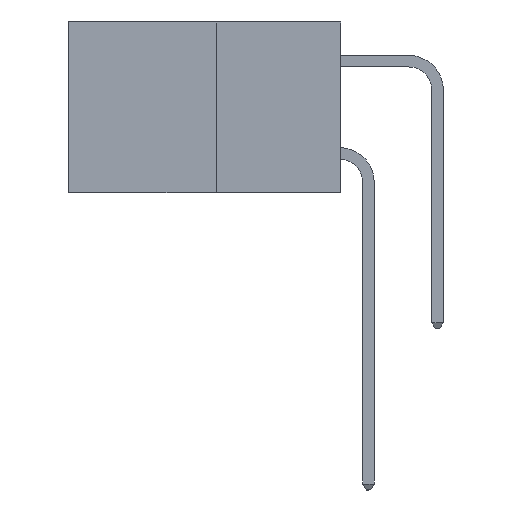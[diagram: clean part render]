
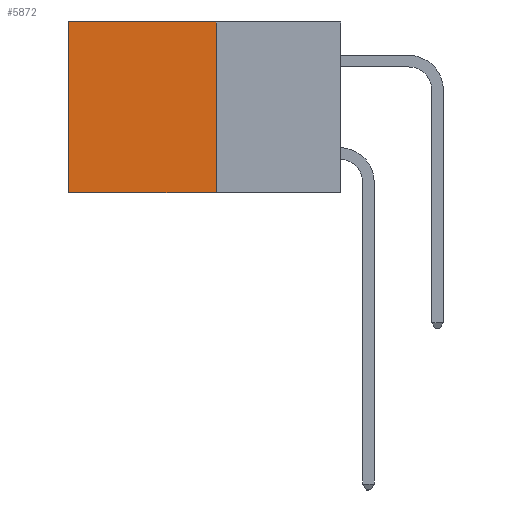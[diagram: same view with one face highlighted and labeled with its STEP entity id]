
A CAD part, left-side view. The second image highlights one B-rep face of the part: STEP entity #5872.
In plain terms, the highlighted planar face has unit normal (-1, 0, 0).
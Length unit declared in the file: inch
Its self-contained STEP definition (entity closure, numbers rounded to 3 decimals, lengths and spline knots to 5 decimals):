
#168 = VECTOR ( 'NONE', #3456, 39.37008 ) ;
#459 = VERTEX_POINT ( 'NONE', #9679 ) ;
#485 = DIRECTION ( 'NONE',  ( 0., 0., -1. ) ) ;
#664 = DIRECTION ( 'NONE',  ( 1., 0., 0. ) ) ;
#1788 = FACE_OUTER_BOUND ( 'NONE', #4291, .T. ) ;
#2232 = DIRECTION ( 'NONE',  ( 0., 1., 0. ) ) ;
#2255 = CARTESIAN_POINT ( 'NONE',  ( 0.277, 0.59, -0.37 ) ) ;
#2354 = VERTEX_POINT ( 'NONE', #9341 ) ;
#2435 = EDGE_CURVE ( 'NONE', #3418, #459, #5948, .T. ) ;
#2958 = LINE ( 'NONE', #7880, #5235 ) ;
#3173 = ORIENTED_EDGE ( 'NONE', *, *, #4368, .F. ) ;
#3268 = EDGE_CURVE ( 'NONE', #2354, #8877, #3391, .T. ) ;
#3391 = LINE ( 'NONE', #9038, #7916 ) ;
#3418 = VERTEX_POINT ( 'NONE', #8588 ) ;
#3456 = DIRECTION ( 'NONE',  ( 0., 1., 0. ) ) ;
#4002 = VECTOR ( 'NONE', #10409, 39.37008 ) ;
#4129 = ORIENTED_EDGE ( 'NONE', *, *, #2435, .T. ) ;
#4291 = EDGE_LOOP ( 'NONE', ( #5795, #9873, #3173, #4129 ) ) ;
#4368 = EDGE_CURVE ( 'NONE', #3418, #2354, #2958, .T. ) ;
#4822 = PLANE ( 'NONE',  #5685 ) ;
#5235 = VECTOR ( 'NONE', #485, 39.37008 ) ;
#5395 = CARTESIAN_POINT ( 'NONE',  ( 0.277, 0.59, -0.37 ) ) ;
#5679 = CARTESIAN_POINT ( 'NONE',  ( 0.277, 0.27, -0.37 ) ) ;
#5685 = AXIS2_PLACEMENT_3D ( 'NONE', #5679, #664, #6527 ) ;
#5795 = ORIENTED_EDGE ( 'NONE', *, *, #10552, .T. ) ;
#5872 = ADVANCED_FACE ( 'NONE', ( #1788 ), #4822, .F. ) ;
#5948 = LINE ( 'NONE', #7462, #168 ) ;
#6527 = DIRECTION ( 'NONE',  ( 0., 0., -1. ) ) ;
#7462 = CARTESIAN_POINT ( 'NONE',  ( 0.277, 0.27, 0. ) ) ;
#7880 = CARTESIAN_POINT ( 'NONE',  ( 0.277, 0.27, -0.37 ) ) ;
#7916 = VECTOR ( 'NONE', #2232, 39.37008 ) ;
#8512 = LINE ( 'NONE', #5395, #4002 ) ;
#8588 = CARTESIAN_POINT ( 'NONE',  ( 0.277, 0.27, 0. ) ) ;
#8877 = VERTEX_POINT ( 'NONE', #2255 ) ;
#9038 = CARTESIAN_POINT ( 'NONE',  ( 0.277, 0.27, -0.37 ) ) ;
#9341 = CARTESIAN_POINT ( 'NONE',  ( 0.277, 0.27, -0.37 ) ) ;
#9679 = CARTESIAN_POINT ( 'NONE',  ( 0.277, 0.59, 0. ) ) ;
#9873 = ORIENTED_EDGE ( 'NONE', *, *, #3268, .F. ) ;
#10409 = DIRECTION ( 'NONE',  ( 0., 0., -1. ) ) ;
#10552 = EDGE_CURVE ( 'NONE', #459, #8877, #8512, .T. ) ;
